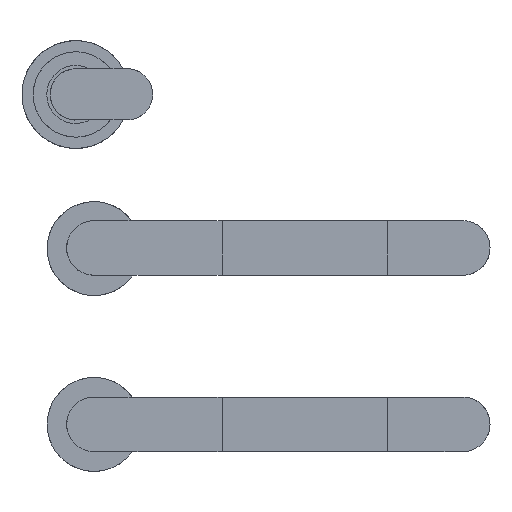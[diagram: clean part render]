
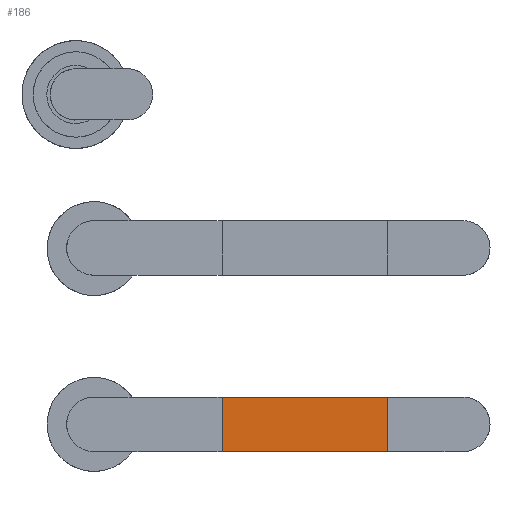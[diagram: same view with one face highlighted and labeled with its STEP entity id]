
A CAD part, top view. The second image highlights one B-rep face of the part: STEP entity #186.
In plain terms, the highlighted free-form (B-spline) face has degree [1, 1] with [2, 2] control points.
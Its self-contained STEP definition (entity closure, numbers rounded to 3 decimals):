
#186=ADVANCED_FACE('',(#365),#4539,.T.);
#365=FACE_OUTER_BOUND('',#544,.T.);
#544=EDGE_LOOP('',(#773,#774,#775,#776));
#773=ORIENTED_EDGE('',*,*,#3342,.T.);
#774=ORIENTED_EDGE('',*,*,#3343,.T.);
#775=ORIENTED_EDGE('',*,*,#3330,.F.);
#776=ORIENTED_EDGE('',*,*,#3340,.F.);
#1750=PCURVE('',#4536,#2382);
#1765=PCURVE('',#4538,#2397);
#1768=PCURVE('',#4539,#2400);
#1769=PCURVE('',#4539,#2401);
#1770=PCURVE('',#4539,#2402);
#1771=PCURVE('',#4539,#2403);
#1775=PCURVE('',#4540,#2407);
#1786=PCURVE('',#4543,#2418);
#2382=DEFINITIONAL_REPRESENTATION('',(#3647),#13510);
#2397=DEFINITIONAL_REPRESENTATION('',(#3666),#13510);
#2400=DEFINITIONAL_REPRESENTATION('',(#3671),#13510);
#2401=DEFINITIONAL_REPRESENTATION('',(#3673),#13510);
#2402=DEFINITIONAL_REPRESENTATION('',(#3674),#13510);
#2403=DEFINITIONAL_REPRESENTATION('',(#3675),#13510);
#2407=DEFINITIONAL_REPRESENTATION('',(#3681),#13510);
#2418=DEFINITIONAL_REPRESENTATION('',(#3692),#13510);
#3014=SURFACE_CURVE('',#3646,(#1750,#1770),.PCURVE_S1.);
#3024=SURFACE_CURVE('',#3665,(#1765,#1771),.PCURVE_S1.);
#3026=SURFACE_CURVE('',#3670,(#1768,#1786),.PCURVE_S1.);
#3027=SURFACE_CURVE('',#3672,(#1769,#1775),.PCURVE_S1.);
#3330=EDGE_CURVE('',#4272,#4271,#3014,.T.);
#3340=EDGE_CURVE('',#4274,#4272,#3024,.T.);
#3342=EDGE_CURVE('',#4274,#4275,#3026,.T.);
#3343=EDGE_CURVE('',#4275,#4271,#3027,.T.);
#3646=B_SPLINE_CURVE_WITH_KNOTS('',1,(#4795,#4796),.UNSPECIFIED.,.F.,.F.,
(2,2),(0.,32.),.UNSPECIFIED.);
#3647=B_SPLINE_CURVE_WITH_KNOTS('',1,(#4797,#4798),.UNSPECIFIED.,.F.,.F.,
(2,2),(0.,32.),.UNSPECIFIED.);
#3665=B_SPLINE_CURVE_WITH_KNOTS('',1,(#4867,#4868),.UNSPECIFIED.,.F.,.F.,
(2,2),(0.,97.),.UNSPECIFIED.);
#3666=B_SPLINE_CURVE_WITH_KNOTS('',1,(#4869,#4870),.UNSPECIFIED.,.F.,.F.,
(2,2),(0.,97.),.UNSPECIFIED.);
#3670=B_SPLINE_CURVE_WITH_KNOTS('',1,(#4877,#4878),.UNSPECIFIED.,.F.,.F.,
(2,2),(10.,42.),.UNSPECIFIED.);
#3671=B_SPLINE_CURVE_WITH_KNOTS('',1,(#4879,#4880),.UNSPECIFIED.,.F.,.F.,
(2,2),(10.,42.),.UNSPECIFIED.);
#3672=B_SPLINE_CURVE_WITH_KNOTS('',1,(#4881,#4882),.UNSPECIFIED.,.F.,.F.,
(2,2),(0.,97.),.UNSPECIFIED.);
#3673=B_SPLINE_CURVE_WITH_KNOTS('',1,(#4883,#4884),.UNSPECIFIED.,.F.,.F.,
(2,2),(0.,97.),.UNSPECIFIED.);
#3674=B_SPLINE_CURVE_WITH_KNOTS('',1,(#4885,#4886),.UNSPECIFIED.,.F.,.F.,
(2,2),(0.,32.),.UNSPECIFIED.);
#3675=B_SPLINE_CURVE_WITH_KNOTS('',1,(#4887,#4888),.UNSPECIFIED.,.F.,.F.,
(2,2),(0.,97.),.UNSPECIFIED.);
#3681=B_SPLINE_CURVE_WITH_KNOTS('',1,(#4899,#4900),.UNSPECIFIED.,.F.,.F.,
(2,2),(0.,97.),.UNSPECIFIED.);
#3692=B_SPLINE_CURVE_WITH_KNOTS('',1,(#4948,#4949),.UNSPECIFIED.,.F.,.F.,
(2,2),(10.,42.),.UNSPECIFIED.);
#4271=VERTEX_POINT('',#4789);
#4272=VERTEX_POINT('',#4790);
#4274=VERTEX_POINT('',#4792);
#4275=VERTEX_POINT('',#4793);
#4536=B_SPLINE_SURFACE_WITH_KNOTS('',1,1,((#4675,#4676),(#4677,#4678)),
 .UNSPECIFIED.,.F.,.F.,.F.,(2,2),(2,2),(-184.,16.),(-32.,
0.),.UNSPECIFIED.);
#4538=B_SPLINE_SURFACE_WITH_KNOTS('',1,1,((#4735,#4736),(#4737,#4738)),
 .UNSPECIFIED.,.F.,.F.,.F.,(2,2),(2,2),(0.,10.),(0.,97.),.UNSPECIFIED.);
#4539=B_SPLINE_SURFACE_WITH_KNOTS('',1,1,((#4739,#4740),(#4741,#4742)),
 .UNSPECIFIED.,.F.,.F.,.F.,(2,2),(2,2),(10.,42.),(0.,97.),
 .UNSPECIFIED.);
#4540=B_SPLINE_SURFACE_WITH_KNOTS('',1,1,((#4743,#4744),(#4745,#4746)),
 .UNSPECIFIED.,.F.,.F.,.F.,(2,2),(2,2),(42.,52.),
(0.,97.),.UNSPECIFIED.);
#4543=B_SPLINE_SURFACE_WITH_KNOTS('',1,1,((#4781,#4782),(#4783,#4784)),
 .UNSPECIFIED.,.F.,.F.,.F.,(2,2),(2,2),(-184.,16.),(-32.,
0.),.UNSPECIFIED.);
#4675=CARTESIAN_POINT('',(-407.11,489.,127.));
#4676=CARTESIAN_POINT('',(-407.11,521.,127.));
#4677=CARTESIAN_POINT('',(-207.11,489.,127.));
#4678=CARTESIAN_POINT('',(-207.11,521.,127.));
#4735=CARTESIAN_POINT('',(-364.11,521.,117.));
#4736=CARTESIAN_POINT('',(-267.11,521.,117.));
#4737=CARTESIAN_POINT('',(-364.11,521.,127.));
#4738=CARTESIAN_POINT('',(-267.11,521.,127.));
#4739=CARTESIAN_POINT('',(-364.11,521.,127.));
#4740=CARTESIAN_POINT('',(-267.11,521.,127.));
#4741=CARTESIAN_POINT('',(-364.11,489.,127.));
#4742=CARTESIAN_POINT('',(-267.11,489.,127.));
#4743=CARTESIAN_POINT('',(-364.11,489.,127.));
#4744=CARTESIAN_POINT('',(-267.11,489.,127.));
#4745=CARTESIAN_POINT('',(-364.11,489.,117.));
#4746=CARTESIAN_POINT('',(-267.11,489.,117.));
#4781=CARTESIAN_POINT('',(-455.11,489.,127.));
#4782=CARTESIAN_POINT('',(-455.11,521.,127.));
#4783=CARTESIAN_POINT('',(-255.11,489.,127.));
#4784=CARTESIAN_POINT('',(-255.11,521.,127.));
#4789=CARTESIAN_POINT('',(-267.11,489.,127.));
#4790=CARTESIAN_POINT('',(-267.11,521.,127.));
#4792=CARTESIAN_POINT('',(-364.11,521.,127.));
#4793=CARTESIAN_POINT('',(-364.11,489.,127.));
#4795=CARTESIAN_POINT('',(-267.11,521.,127.));
#4796=CARTESIAN_POINT('',(-267.11,489.,127.));
#4797=CARTESIAN_POINT('',(-44.,0.));
#4798=CARTESIAN_POINT('',(-44.,-32.));
#4867=CARTESIAN_POINT('',(-364.11,521.,127.));
#4868=CARTESIAN_POINT('',(-267.11,521.,127.));
#4869=CARTESIAN_POINT('',(10.,0.));
#4870=CARTESIAN_POINT('',(10.,97.));
#4877=CARTESIAN_POINT('',(-364.11,521.,127.));
#4878=CARTESIAN_POINT('',(-364.11,489.,127.));
#4879=CARTESIAN_POINT('',(10.,0.));
#4880=CARTESIAN_POINT('',(42.,0.));
#4881=CARTESIAN_POINT('',(-364.11,489.,127.));
#4882=CARTESIAN_POINT('',(-267.11,489.,127.));
#4883=CARTESIAN_POINT('',(42.,0.));
#4884=CARTESIAN_POINT('',(42.,97.));
#4885=CARTESIAN_POINT('',(10.,97.));
#4886=CARTESIAN_POINT('',(42.,97.));
#4887=CARTESIAN_POINT('',(10.,0.));
#4888=CARTESIAN_POINT('',(10.,97.));
#4899=CARTESIAN_POINT('',(42.,0.));
#4900=CARTESIAN_POINT('',(42.,97.));
#4948=CARTESIAN_POINT('',(-93.,0.));
#4949=CARTESIAN_POINT('',(-93.,-32.));
#13510=(
GEOMETRIC_REPRESENTATION_CONTEXT(2)
PARAMETRIC_REPRESENTATION_CONTEXT()
REPRESENTATION_CONTEXT('pspace','')
);
